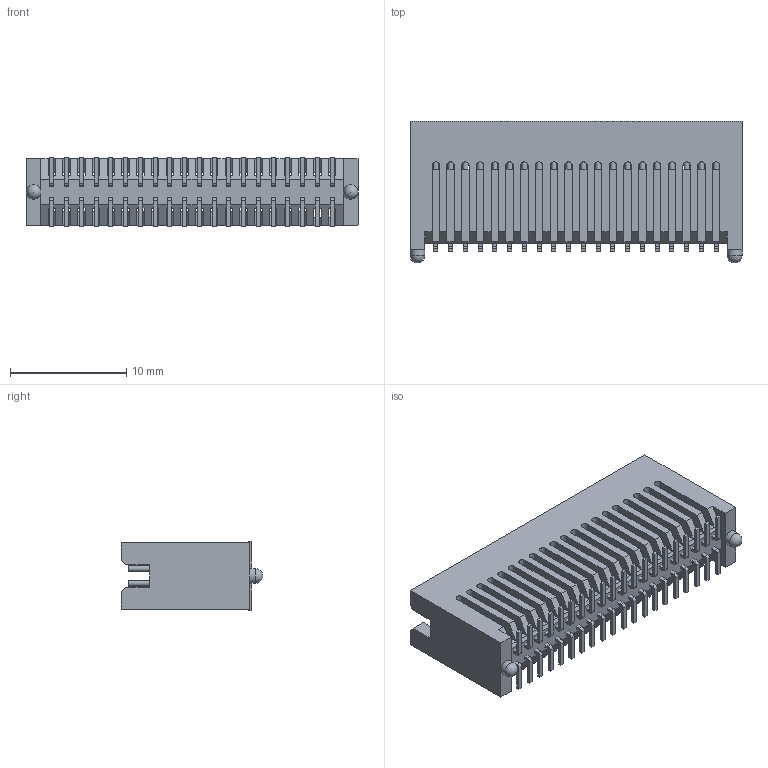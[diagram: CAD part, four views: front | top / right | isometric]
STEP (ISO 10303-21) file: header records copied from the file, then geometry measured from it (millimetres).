
FILE_DESCRIPTION( ( 'STEP AP214' ), '1' );
FILE_NAME( 'TFC-120-32-F-D-A.stp', '2019-12-29T21:18:02', ( '' ), ( '' ), ' ', 'PARTsolutions', ' ' );
FILE_SCHEMA( ( 'AUTOMOTIVE_DESIGN { 1 0 10303 214 1 1 1 1 }' ) );
Length unit declared in the file: inch
Products named in the file (3): TFC-120-32-F-D-A; _TFC-120-32-L-D-A_terminal; _TFC-120-32-L-D_pins
Assembly tree (2 placements, depth 2):
  TFC-120-32-F-D-A
    _TFC-120-32-L-D-A_terminal
    _TFC-120-32-L-D_pins
Bounding box: 28.57 x 12.19 x 5.97 mm (x, y, z)
Volume: 1137 mm3; surface area: 2757.3 mm2
Topology: 2 solids, 2 shells, 617 faces, 1993 edges, 1338 vertices
Faces by surface type: plane 453, cylinder 162, sphere 2
Full cylindrical faces by diameter (mm): 0.457 x40, 1.27 x2
Entity records: 26350 total; most frequent: CARTESIAN_POINT 3819, ORIENTED_EDGE 3808, DIRECTION 3470, EDGE_CURVE 1904, LINE 1578, VECTOR 1578, VERTEX_POINT 1295, AXIS2_PLACEMENT_3D 946
